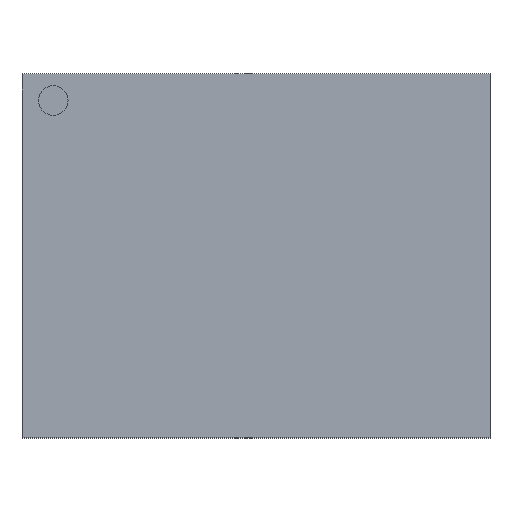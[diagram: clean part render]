
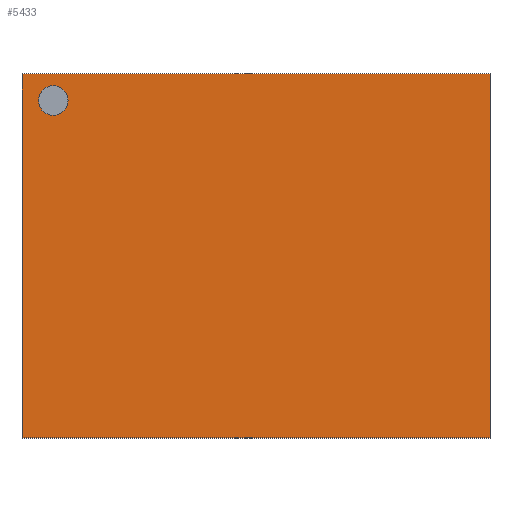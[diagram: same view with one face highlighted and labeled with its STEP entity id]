
A CAD part, top view. The second image highlights one B-rep face of the part: STEP entity #5433.
In plain terms, the highlighted planar face has unit normal (0, 0, 1).
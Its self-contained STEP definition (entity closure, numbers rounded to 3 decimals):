
#190 = PLANE ( 'NONE',  #7101 ) ;
#495 = CARTESIAN_POINT ( 'NONE',  ( -3.899, 2.989, 0.96 ) ) ;
#573 = VECTOR ( 'NONE', #2028, 1000. ) ;
#671 = CARTESIAN_POINT ( 'NONE',  ( -4.5, -3.5, 0.96 ) ) ;
#1049 = LINE ( 'NONE', #7520, #1123 ) ;
#1105 = VERTEX_POINT ( 'NONE', #671 ) ;
#1123 = VECTOR ( 'NONE', #7563, 1000. ) ;
#1289 = EDGE_CURVE ( 'NONE', #1371, #5563, #1049, .T. ) ;
#1331 = ORIENTED_EDGE ( 'NONE', *, *, #8987, .T. ) ;
#1371 = VERTEX_POINT ( 'NONE', #7817 ) ;
#1379 = EDGE_LOOP ( 'NONE', ( #7430, #8012, #9213, #1331 ) ) ;
#1411 = CARTESIAN_POINT ( 'NONE',  ( -3.899, 2.989, 0.96 ) ) ;
#1451 = DIRECTION ( 'NONE',  ( 0., 0., 1. ) ) ;
#1472 = CARTESIAN_POINT ( 'NONE',  ( -4.5, 3.5, 0.96 ) ) ;
#1505 = EDGE_CURVE ( 'NONE', #6773, #1105, #4501, .T. ) ;
#1565 = CARTESIAN_POINT ( 'NONE',  ( -4.5, -3.5, 0.96 ) ) ;
#1607 = LINE ( 'NONE', #1565, #5183 ) ;
#2028 = DIRECTION ( 'NONE',  ( -1., 0., 0. ) ) ;
#2224 = AXIS2_PLACEMENT_3D ( 'NONE', #495, #1451, #4424 ) ;
#2294 = FACE_OUTER_BOUND ( 'NONE', #1379, .T. ) ;
#2759 = VERTEX_POINT ( 'NONE', #8623 ) ;
#2931 = VECTOR ( 'NONE', #5255, 1000. ) ;
#3047 = CARTESIAN_POINT ( 'NONE',  ( 0., 0., 0.96 ) ) ;
#3135 = CIRCLE ( 'NONE', #2224, 0.285 ) ;
#3165 = EDGE_CURVE ( 'NONE', #7742, #2759, #7459, .T. ) ;
#3197 = DIRECTION ( 'NONE',  ( -1., 0., 0. ) ) ;
#3229 = CARTESIAN_POINT ( 'NONE',  ( -3.614, 2.989, 0.96 ) ) ;
#3287 = CARTESIAN_POINT ( 'NONE',  ( 4.5, 3.5, 0.96 ) ) ;
#3415 = AXIS2_PLACEMENT_3D ( 'NONE', #1411, #7216, #6529 ) ;
#3846 = DIRECTION ( 'NONE',  ( 1., 0., 0. ) ) ;
#3850 = FACE_BOUND ( 'NONE', #8073, .T. ) ;
#4234 = LINE ( 'NONE', #8698, #573 ) ;
#4424 = DIRECTION ( 'NONE',  ( 1., 0., 0. ) ) ;
#4501 = LINE ( 'NONE', #5960, #2931 ) ;
#4891 = ORIENTED_EDGE ( 'NONE', *, *, #3165, .F. ) ;
#5183 = VECTOR ( 'NONE', #3846, 1000. ) ;
#5255 = DIRECTION ( 'NONE',  ( 0., -1., 0. ) ) ;
#5433 = ADVANCED_FACE ( 'NONE', ( #3850, #2294 ), #190, .F. ) ;
#5563 = VERTEX_POINT ( 'NONE', #3287 ) ;
#5943 = DIRECTION ( 'NONE',  ( 0., 0., -1. ) ) ;
#5960 = CARTESIAN_POINT ( 'NONE',  ( -4.5, -3.5, 0.96 ) ) ;
#6529 = DIRECTION ( 'NONE',  ( 1., 0., 0. ) ) ;
#6773 = VERTEX_POINT ( 'NONE', #1472 ) ;
#6774 = ORIENTED_EDGE ( 'NONE', *, *, #7534, .F. ) ;
#7101 = AXIS2_PLACEMENT_3D ( 'NONE', #3047, #5943, #3197 ) ;
#7216 = DIRECTION ( 'NONE',  ( 0., 0., 1. ) ) ;
#7430 = ORIENTED_EDGE ( 'NONE', *, *, #1289, .T. ) ;
#7459 = CIRCLE ( 'NONE', #3415, 0.285 ) ;
#7520 = CARTESIAN_POINT ( 'NONE',  ( 4.5, -3.5, 0.96 ) ) ;
#7534 = EDGE_CURVE ( 'NONE', #2759, #7742, #3135, .T. ) ;
#7563 = DIRECTION ( 'NONE',  ( 0., 1., 0. ) ) ;
#7570 = EDGE_CURVE ( 'NONE', #5563, #6773, #4234, .T. ) ;
#7742 = VERTEX_POINT ( 'NONE', #3229 ) ;
#7817 = CARTESIAN_POINT ( 'NONE',  ( 4.5, -3.5, 0.96 ) ) ;
#8012 = ORIENTED_EDGE ( 'NONE', *, *, #7570, .T. ) ;
#8073 = EDGE_LOOP ( 'NONE', ( #4891, #6774 ) ) ;
#8623 = CARTESIAN_POINT ( 'NONE',  ( -4.184, 2.989, 0.96 ) ) ;
#8698 = CARTESIAN_POINT ( 'NONE',  ( -4.5, 3.5, 0.96 ) ) ;
#8987 = EDGE_CURVE ( 'NONE', #1105, #1371, #1607, .T. ) ;
#9213 = ORIENTED_EDGE ( 'NONE', *, *, #1505, .T. ) ;
